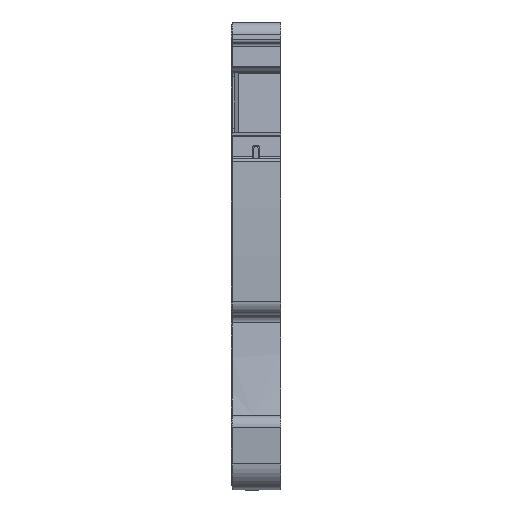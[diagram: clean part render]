
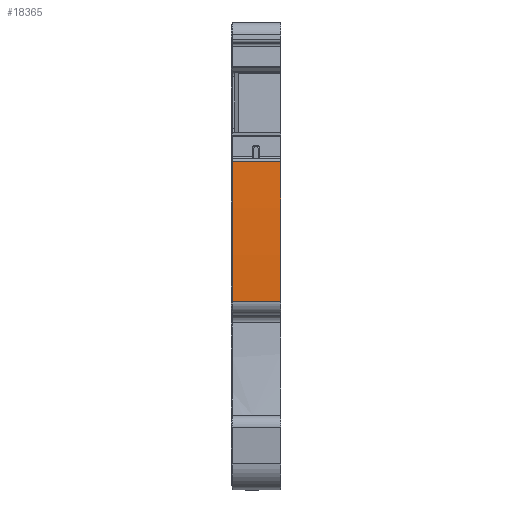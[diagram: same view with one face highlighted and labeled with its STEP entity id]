
A CAD part, front view. The second image highlights one B-rep face of the part: STEP entity #18365.
In plain terms, the highlighted cylindrical face has radius 122.182 mm (diameter 244.364 mm), a partial arc.
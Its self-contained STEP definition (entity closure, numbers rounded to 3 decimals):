
#13730=AXIS2_PLACEMENT_3D('Circle Axis2P3D',#13728,#13729,$) ;
#18345=AXIS2_PLACEMENT_3D('Cylinder Axis2P3D',#18342,#18343,#18344) ;
#18349=AXIS2_PLACEMENT_3D('Circle Axis2P3D',#18347,#18348,$) ;
#13725=CARTESIAN_POINT('Vertex',(0.05,1.642,13.42)) ;
#13728=CARTESIAN_POINT('Axis2P3D Location',(0.05,123.769,17.106)) ;
#13732=CARTESIAN_POINT('Vertex',(0.05,1.75,23.414)) ;
#18326=CARTESIAN_POINT('Vertex',(3.5,1.642,13.42)) ;
#18329=CARTESIAN_POINT('Line Origine',(2.55,1.643,13.42)) ;
#18342=CARTESIAN_POINT('Axis2P3D Location',(1.75,123.769,17.106)) ;
#18347=CARTESIAN_POINT('Axis2P3D Location',(3.5,123.769,17.106)) ;
#18351=CARTESIAN_POINT('Vertex',(3.5,1.75,23.414)) ;
#18354=CARTESIAN_POINT('Line Origine',(1.75,1.75,23.414)) ;
#13729=DIRECTION('Axis2P3D Direction',(-1.,0.,0.)) ;
#18330=DIRECTION('Vector Direction',(1.,0.,0.)) ;
#18343=DIRECTION('Axis2P3D Direction',(1.,0.,0.)) ;
#18344=DIRECTION('Axis2P3D XDirection',(0.,-0.992,0.126)) ;
#18348=DIRECTION('Axis2P3D Direction',(1.,0.,0.)) ;
#18355=DIRECTION('Vector Direction',(1.,0.,0.)) ;
#18331=VECTOR('Line Direction',#18330,1.) ;
#18356=VECTOR('Line Direction',#18355,1.) ;
#18360=ORIENTED_EDGE('',*,*,#18333,.F.) ;
#18361=ORIENTED_EDGE('',*,*,#18353,.F.) ;
#18362=ORIENTED_EDGE('',*,*,#18358,.F.) ;
#18363=ORIENTED_EDGE('',*,*,#13734,.F.) ;
#18365=ADVANCED_FACE('PartBody',(#18364),#18346,.T.) ;
#13731=CIRCLE('generated circle',#13730,122.182) ;
#18350=CIRCLE('generated circle',#18349,122.182) ;
#18346=CYLINDRICAL_SURFACE('generated cylinder',#18345,122.182) ;
#13734=EDGE_CURVE('',#13726,#13733,#13731,.T.) ;
#18333=EDGE_CURVE('',#18327,#13726,#18332,.F.) ;
#18353=EDGE_CURVE('',#18352,#18327,#18350,.T.) ;
#18358=EDGE_CURVE('',#13733,#18352,#18357,.T.) ;
#18359=EDGE_LOOP('',(#18360,#18361,#18362,#18363)) ;
#18364=FACE_OUTER_BOUND('',#18359,.T.) ;
#18332=LINE('Line',#18329,#18331) ;
#18357=LINE('Line',#18354,#18356) ;
#13726=VERTEX_POINT('',#13725) ;
#13733=VERTEX_POINT('',#13732) ;
#18327=VERTEX_POINT('',#18326) ;
#18352=VERTEX_POINT('',#18351) ;
